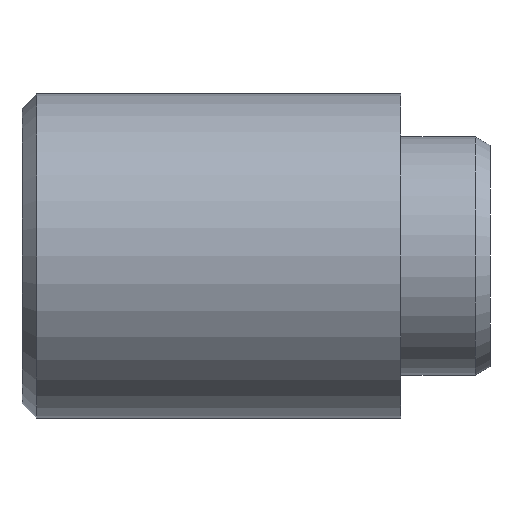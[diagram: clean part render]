
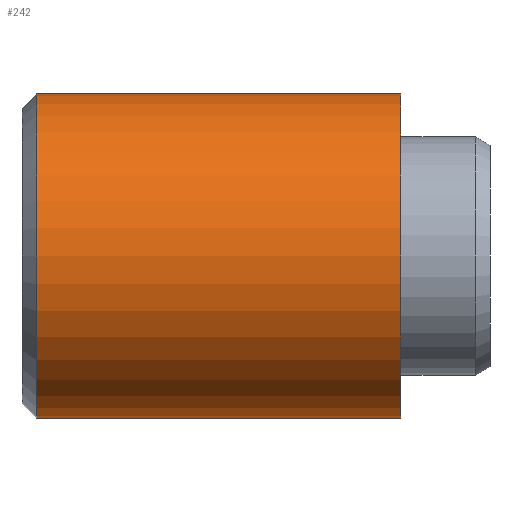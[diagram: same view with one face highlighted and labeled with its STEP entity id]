
A CAD part, left-side view. The second image highlights one B-rep face of the part: STEP entity #242.
In plain terms, the highlighted cylindrical face has radius 2.78 mm (diameter 5.56 mm), a partial arc.
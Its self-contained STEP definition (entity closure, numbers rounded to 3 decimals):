
#3 = CYLINDRICAL_SURFACE ( 'NONE', #348, 2.78 ) ;
#6 = AXIS2_PLACEMENT_3D ( 'NONE', #12, #17, #355 ) ;
#12 = CARTESIAN_POINT ( 'NONE',  ( 0., 6.25, 0. ) ) ;
#17 = DIRECTION ( 'NONE',  ( 0., -1., 0. ) ) ;
#22 = EDGE_LOOP ( 'NONE', ( #64, #136, #364, #443 ) ) ;
#64 = ORIENTED_EDGE ( 'NONE', *, *, #99, .F. ) ;
#66 = DIRECTION ( 'NONE',  ( 0., 1., 0. ) ) ;
#68 = AXIS2_PLACEMENT_3D ( 'NONE', #444, #66, #401 ) ;
#81 = CARTESIAN_POINT ( 'NONE',  ( 0., 6.25, 2.78 ) ) ;
#90 = CARTESIAN_POINT ( 'NONE',  ( 0., 36.602, 2.78 ) ) ;
#99 = EDGE_CURVE ( 'NONE', #366, #309, #452, .T. ) ;
#136 = ORIENTED_EDGE ( 'NONE', *, *, #458, .T. ) ;
#152 = VERTEX_POINT ( 'NONE', #81 ) ;
#183 = CIRCLE ( 'NONE', #6, 2.78 ) ;
#188 = FACE_OUTER_BOUND ( 'NONE', #22, .T. ) ;
#207 = DIRECTION ( 'NONE',  ( 0., 1., 0. ) ) ;
#242 = ADVANCED_FACE ( 'NONE', ( #188 ), #3, .T. ) ;
#300 = EDGE_CURVE ( 'NONE', #152, #309, #183, .T. ) ;
#302 = CARTESIAN_POINT ( 'NONE',  ( 0., 36.602, 0. ) ) ;
#309 = VERTEX_POINT ( 'NONE', #499 ) ;
#334 = CARTESIAN_POINT ( 'NONE',  ( 0., 36.602, -2.78 ) ) ;
#341 = LINE ( 'NONE', #90, #459 ) ;
#344 = DIRECTION ( 'NONE',  ( 0., 1., 0. ) ) ;
#348 = AXIS2_PLACEMENT_3D ( 'NONE', #302, #344, #497 ) ;
#355 = DIRECTION ( 'NONE',  ( 0., 0., -1. ) ) ;
#364 = ORIENTED_EDGE ( 'NONE', *, *, #513, .T. ) ;
#366 = VERTEX_POINT ( 'NONE', #425 ) ;
#381 = VECTOR ( 'NONE', #498, 1000. ) ;
#401 = DIRECTION ( 'NONE',  ( 0., 0., 1. ) ) ;
#425 = CARTESIAN_POINT ( 'NONE',  ( 0., 0., -2.78 ) ) ;
#443 = ORIENTED_EDGE ( 'NONE', *, *, #300, .T. ) ;
#444 = CARTESIAN_POINT ( 'NONE',  ( 0., 0., 0. ) ) ;
#452 = LINE ( 'NONE', #334, #381 ) ;
#458 = EDGE_CURVE ( 'NONE', #366, #507, #519, .T. ) ;
#459 = VECTOR ( 'NONE', #207, 1000. ) ;
#471 = CARTESIAN_POINT ( 'NONE',  ( 0., 0., 2.78 ) ) ;
#497 = DIRECTION ( 'NONE',  ( 0., 0., 1. ) ) ;
#498 = DIRECTION ( 'NONE',  ( 0., 1., 0. ) ) ;
#499 = CARTESIAN_POINT ( 'NONE',  ( 0., 6.25, -2.78 ) ) ;
#507 = VERTEX_POINT ( 'NONE', #471 ) ;
#513 = EDGE_CURVE ( 'NONE', #507, #152, #341, .T. ) ;
#519 = CIRCLE ( 'NONE', #68, 2.78 ) ;
